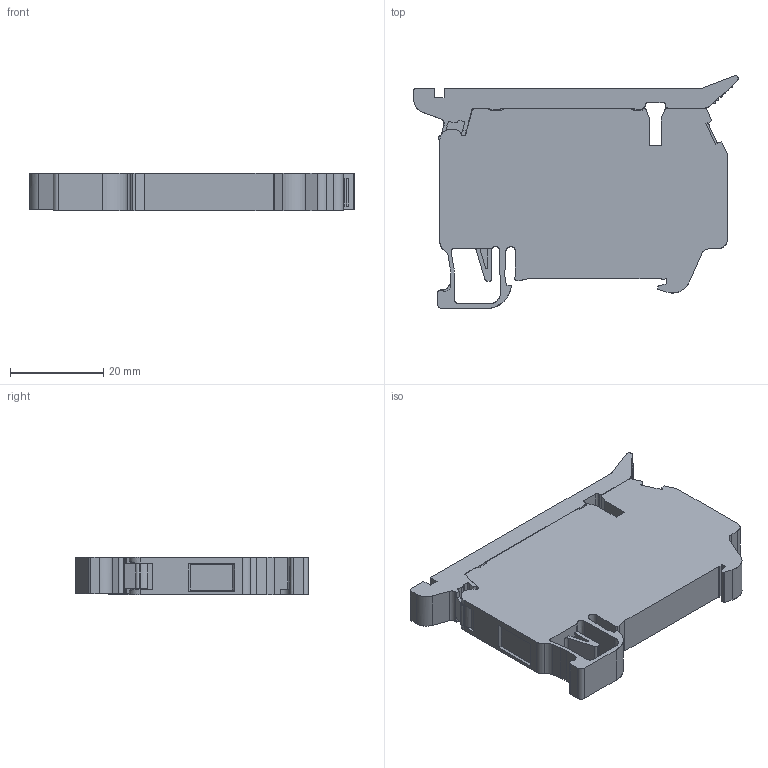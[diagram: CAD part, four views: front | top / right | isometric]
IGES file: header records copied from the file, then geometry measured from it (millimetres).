
Start section: SolidWorks IGES file using analytic representation for surfaces
Global section: file name: 353429_ASK 5_Grey.IGS; native system: SolidWorks 2015; preprocessor: SolidWorks 2015; author: guveng; date: 150807.142059; units: millimetre
Bounding box: 69.59 x 49.92 x 7.95 mm (x, y, z)
Surface area: 8458.6 mm2 (no closed solid volume)
Topology: 0 solids, 0 shells, 316 faces, 3453 edges, 4362 vertices
Faces by surface type: bspline 192, revolution 124
